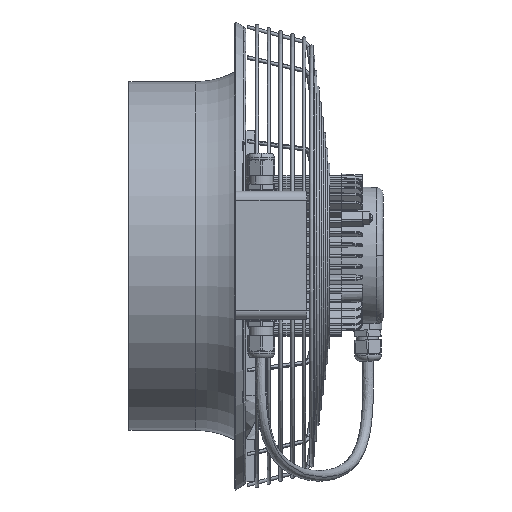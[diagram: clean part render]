
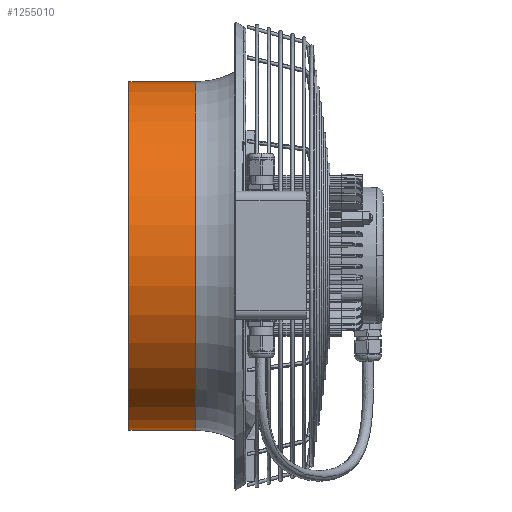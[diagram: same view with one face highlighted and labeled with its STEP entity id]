
A CAD part, top view. The second image highlights one B-rep face of the part: STEP entity #1255010.
In plain terms, the highlighted cylindrical face has radius 156.5 mm (diameter 313 mm), a partial arc.
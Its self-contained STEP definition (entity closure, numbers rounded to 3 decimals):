
#1253730=CARTESIAN_POINT('',(463.214,-655.862,0.));
#1253740=VERTEX_POINT('',#1253730);
#1253830=CARTESIAN_POINT('',(463.214,-342.862,0.));
#1253840=VERTEX_POINT('',#1253830);
#1253870=CARTESIAN_POINT('',(463.214,-499.362,0.));
#1253880=DIRECTION('',(1.,0.,0.));
#1253890=DIRECTION('',(0.,1.,0.));
#1253900=AXIS2_PLACEMENT_3D('',#1253870,#1253880,#1253890);
#1253910=CIRCLE('',#1253900,156.5);
#1254020=CARTESIAN_POINT('',(433.214,-655.862,
0.));
#1254030=DIRECTION('',(-1.,0.,0.));
#1254040=VECTOR('',#1254030,1.);
#1254050=LINE('',#1254020,#1254040);
#1254060=CARTESIAN_POINT('',(403.214,-655.862,
0.));
#1254070=VERTEX_POINT('',#1254060);
#1254080=EDGE_CURVE('',#1253740,#1254070,#1254050,.T.);
#1254110=CARTESIAN_POINT('',(433.214,-342.862,0.));
#1254120=DIRECTION('',(-1.,0.,0.));
#1254130=VECTOR('',#1254120,1.);
#1254140=LINE('',#1254110,#1254130);
#1254150=CARTESIAN_POINT('',(403.214,-342.862,0.));
#1254160=VERTEX_POINT('',#1254150);
#1254170=EDGE_CURVE('',#1253840,#1254160,#1254140,.T.);
#1254190=CARTESIAN_POINT('',(403.214,-499.362,0.));
#1254200=DIRECTION('',(1.,0.,0.));
#1254210=DIRECTION('',(0.,1.,0.));
#1254220=AXIS2_PLACEMENT_3D('',#1254190,#1254200,#1254210);
#1254230=CIRCLE('',#1254220,156.5);
#1254490=EDGE_CURVE('',#1254160,#1254070,#1254230,.T.);
#1254890=CARTESIAN_POINT('',(433.214,-499.362,0.));
#1254900=DIRECTION('',(-1.,0.,0.));
#1254910=DIRECTION('',(0.,1.,0.));
#1254920=AXIS2_PLACEMENT_3D('',#1254890,#1254900,#1254910);
#1254930=CYLINDRICAL_SURFACE('',#1254920,156.5);
#1254940=EDGE_CURVE('',#1253840,#1253740,#1253910,.T.);
#1254950=ORIENTED_EDGE('',*,*,#1254940,.F.);
#1254960=ORIENTED_EDGE('',*,*,#1254080,.F.);
#1254970=ORIENTED_EDGE('',*,*,#1254490,.T.);
#1254980=ORIENTED_EDGE('',*,*,#1254170,.T.);
#1254990=EDGE_LOOP('',(#1254980,#1254970,#1254960,#1254950));
#1255000=FACE_OUTER_BOUND('',#1254990,.T.);
#1255010=ADVANCED_FACE('',(#1255000),#1254930,.T.);
